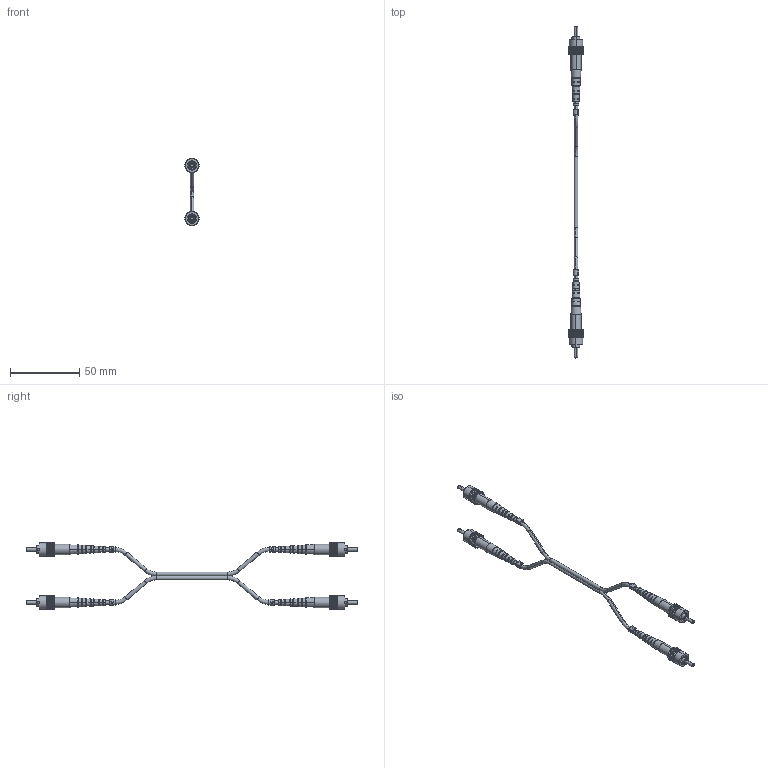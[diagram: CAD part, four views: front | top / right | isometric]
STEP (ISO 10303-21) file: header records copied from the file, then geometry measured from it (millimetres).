
FILE_DESCRIPTION (( 'STEP AP203' ), '1' );
FILE_NAME ('SFODST.STEP', '2006-06-23T20:19:44', ( 'lcom' ), ( 'lcom' ), 'SwSTEP 2.0', 'SolidWorks 2006004', '' );
FILE_SCHEMA (( 'CONFIG_CONTROL_DESIGN' ));
Length unit declared in the file: inch
Products named in the file (8): SFODST; LBL-C3P-A; LBL-C3P-B; CONN-95-200-06-BP3B; CONN-95-200-06-BP3B-MA3; CONN-95-200-06-BP3B-MA2; N602-INS-ZC-10C; CONN-95-200-06-BP3B-MA1
Assembly tree (12 placements, depth 3):
  SFODST
    CONN-95-200-06-BP3B  x4
      CONN-95-200-06-BP3B-MA2
      CONN-95-200-06-BP3B-MA3
      CONN-95-200-06-BP3B-MA1
    LBL-C3P-B  x2
    LBL-C3P-A  x2
    N602-INS-ZC-10C
Bounding box: 10.3 x 239.68 x 48.6 mm (x, y, z)
Volume: 8101.5 mm3; surface area: 14705.1 mm2
Topology: 17 solids, 17 shells, 879 faces, 2521 edges, 1662 vertices
Faces by surface type: plane 680, cylinder 109, cone 48, torus 24, bspline 18
Entity records: 10879 total; most frequent: CARTESIAN_POINT 2757, ORIENTED_EDGE 1526, DIRECTION 1460, EDGE_CURVE 763, AXIS2_PLACEMENT_3D 500, VERTEX_POINT 496, VECTOR 460, LINE 460
